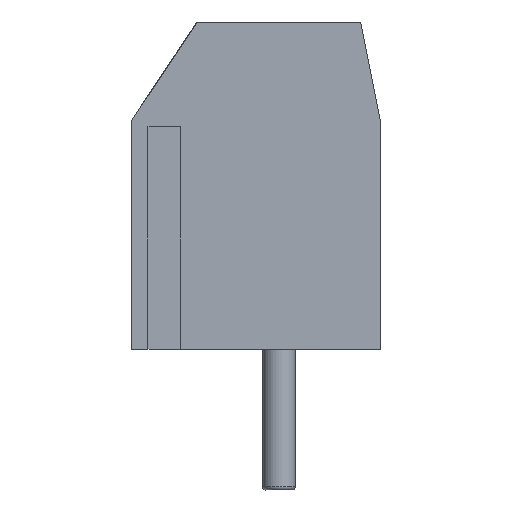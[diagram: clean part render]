
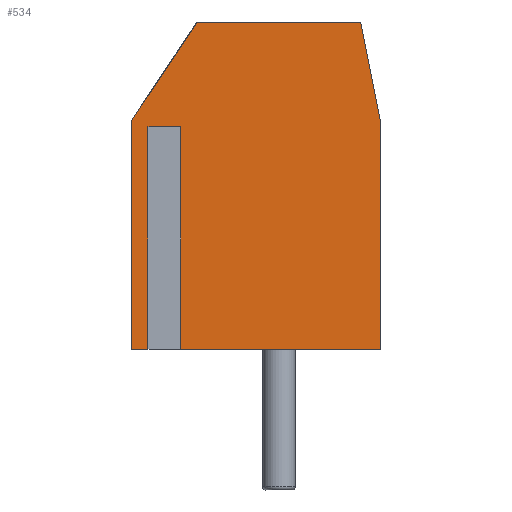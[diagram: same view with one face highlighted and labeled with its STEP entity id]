
A CAD part, left-side view. The second image highlights one B-rep face of the part: STEP entity #534.
In plain terms, the highlighted planar face has unit normal (-1, 0, 0).
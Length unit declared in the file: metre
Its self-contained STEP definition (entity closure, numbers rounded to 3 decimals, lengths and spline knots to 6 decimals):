
#534 = ADVANCED_FACE( '', ( #1130 ), #1131, .F. );
#1130 = FACE_OUTER_BOUND( '', #1748, .T. );
#1131 = PLANE( '', #1749 );
#1748 = EDGE_LOOP( '', ( #3212, #3213, #3214, #3215, #3216, #3217, #3218, #3219, #3220, #3221 ) );
#1749 = AXIS2_PLACEMENT_3D( '', #3222, #3223, #3224 );
#3212 = ORIENTED_EDGE( '', *, *, #3933, .F. );
#3213 = ORIENTED_EDGE( '', *, *, #3468, .T. );
#3214 = ORIENTED_EDGE( '', *, *, #3694, .T. );
#3215 = ORIENTED_EDGE( '', *, *, #3745, .T. );
#3216 = ORIENTED_EDGE( '', *, *, #3593, .F. );
#3217 = ORIENTED_EDGE( '', *, *, #3440, .T. );
#3218 = ORIENTED_EDGE( '', *, *, #3662, .F. );
#3219 = ORIENTED_EDGE( '', *, *, #3779, .T. );
#3220 = ORIENTED_EDGE( '', *, *, #3951, .F. );
#3221 = ORIENTED_EDGE( '', *, *, #3747, .T. );
#3222 = CARTESIAN_POINT( '', ( -0.0025, 0.0007, 0.005 ) );
#3223 = DIRECTION( '', ( 1., 0., 0. ) );
#3224 = DIRECTION( '', ( 0., 1., 0. ) );
#3440 = EDGE_CURVE( '', #4091, #4092, #4093, .T. );
#3468 = EDGE_CURVE( '', #4133, #4138, #4140, .T. );
#3593 = EDGE_CURVE( '', #4091, #4349, #4350, .T. );
#3662 = EDGE_CURVE( '', #4454, #4092, #4456, .T. );
#3694 = EDGE_CURVE( '', #4138, #4503, #4505, .T. );
#3745 = EDGE_CURVE( '', #4503, #4349, #4582, .T. );
#3747 = EDGE_CURVE( '', #4585, #4583, #4586, .T. );
#3779 = EDGE_CURVE( '', #4454, #4629, #4631, .T. );
#3933 = EDGE_CURVE( '', #4133, #4583, #4821, .T. );
#3951 = EDGE_CURVE( '', #4585, #4629, #4841, .T. );
#4091 = VERTEX_POINT( '', #5026 );
#4092 = VERTEX_POINT( '', #5027 );
#4093 = LINE( '', #5028, #5029 );
#4133 = VERTEX_POINT( '', #5118 );
#4138 = VERTEX_POINT( '', #5125 );
#4140 = LINE( '', #5128, #5129 );
#4349 = VERTEX_POINT( '', #5535 );
#4350 = B_SPLINE_CURVE_WITH_KNOTS( '', 3, ( #5536, #5537, #5538, #5539 ), .UNSPECIFIED., .F., .F., ( 4, 4 ), ( 0., 0.99999 ), .UNSPECIFIED. );
#4454 = VERTEX_POINT( '', #5696 );
#4456 = B_SPLINE_CURVE_WITH_KNOTS( '', 3, ( #5699, #5700, #5701, #5702 ), .UNSPECIFIED., .F., .F., ( 4, 4 ), ( 0., 1. ), .UNSPECIFIED. );
#4503 = VERTEX_POINT( '', #5770 );
#4505 = LINE( '', #5773, #5774 );
#4582 = LINE( '', #5894, #5895 );
#4583 = VERTEX_POINT( '', #5896 );
#4585 = VERTEX_POINT( '', #5899 );
#4586 = LINE( '', #5900, #5901 );
#4629 = VERTEX_POINT( '', #5979 );
#4631 = B_SPLINE_CURVE_WITH_KNOTS( '', 3, ( #5982, #5983, #5984, #5985 ), .UNSPECIFIED., .F., .F., ( 4, 4 ), ( 0., 1. ), .UNSPECIFIED. );
#4821 = LINE( '', #6346, #6347 );
#4841 = B_SPLINE_CURVE_WITH_KNOTS( '', 3, ( #6371, #6372, #6373, #6374 ), .UNSPECIFIED., .F., .F., ( 4, 4 ), ( 0.00001, 1. ), .UNSPECIFIED. );
#5026 = CARTESIAN_POINT( '', ( -0.0025, -0.0031, 0.007 ) );
#5027 = CARTESIAN_POINT( '', ( -0.0025, -0.0025, 0.01 ) );
#5028 = CARTESIAN_POINT( '', ( -0.0025, -0.0028, 0.0085 ) );
#5029 = VECTOR( '', #6492, 1. );
#5118 = CARTESIAN_POINT( '', ( -0.0025, 0.004, 0.0068 ) );
#5125 = CARTESIAN_POINT( '', ( -0.0025, 0.003, 0.0068 ) );
#5128 = CARTESIAN_POINT( '', ( -0.0025, 0.0007, 0.0068 ) );
#5129 = VECTOR( '', #6522, 1. );
#5535 = CARTESIAN_POINT( '', ( -0.0025, -0.0031, 0. ) );
#5536 = CARTESIAN_POINT( '', ( -0.0025, -0.0031, 0.007 ) );
#5537 = CARTESIAN_POINT( '', ( -0.0025, -0.0031, 0.004667 ) );
#5538 = CARTESIAN_POINT( '', ( -0.0025, -0.0031, 0.002333 ) );
#5539 = CARTESIAN_POINT( '', ( -0.0025, -0.0031, 0. ) );
#5696 = CARTESIAN_POINT( '', ( -0.0025, 0.0025, 0.01 ) );
#5699 = CARTESIAN_POINT( '', ( -0.0025, 0.0025, 0.01 ) );
#5700 = CARTESIAN_POINT( '', ( -0.0025, 0.000833, 0.01 ) );
#5701 = CARTESIAN_POINT( '', ( -0.0025, -0.000833, 0.01 ) );
#5702 = CARTESIAN_POINT( '', ( -0.0025, -0.0025, 0.01 ) );
#5770 = CARTESIAN_POINT( '', ( -0.0025, 0.003, 0. ) );
#5773 = CARTESIAN_POINT( '', ( -0.0025, 0.003, 0.0068 ) );
#5774 = VECTOR( '', #6717, 1. );
#5894 = CARTESIAN_POINT( '', ( -0.0025, 0.0007, 0. ) );
#5895 = VECTOR( '', #6778, 1. );
#5896 = CARTESIAN_POINT( '', ( -0.0025, 0.004, 0. ) );
#5899 = CARTESIAN_POINT( '', ( -0.0025, 0.0045, 0. ) );
#5900 = CARTESIAN_POINT( '', ( -0.0025, 0.0007, 0. ) );
#5901 = VECTOR( '', #6780, 1. );
#5979 = CARTESIAN_POINT( '', ( -0.0025, 0.0045, 0.007 ) );
#5982 = CARTESIAN_POINT( '', ( -0.0025, 0.0025, 0.01 ) );
#5983 = CARTESIAN_POINT( '', ( -0.0025, 0.003167, 0.009 ) );
#5984 = CARTESIAN_POINT( '', ( -0.0025, 0.003833, 0.008 ) );
#5985 = CARTESIAN_POINT( '', ( -0.0025, 0.0045, 0.007 ) );
#6346 = CARTESIAN_POINT( '', ( -0.0025, 0.004, 0.0068 ) );
#6347 = VECTOR( '', #6913, 1. );
#6371 = CARTESIAN_POINT( '', ( -0.0025, 0.0045, 0. ) );
#6372 = CARTESIAN_POINT( '', ( -0.0025, 0.0045, 0.002333 ) );
#6373 = CARTESIAN_POINT( '', ( -0.0025, 0.0045, 0.004667 ) );
#6374 = CARTESIAN_POINT( '', ( -0.0025, 0.0045, 0.007 ) );
#6492 = DIRECTION( '', ( 0., 0.196, 0.981 ) );
#6522 = DIRECTION( '', ( 0., -1., 0. ) );
#6717 = DIRECTION( '', ( 0., 0., -1. ) );
#6778 = DIRECTION( '', ( 0., -1., 0. ) );
#6780 = DIRECTION( '', ( 0., -1., 0. ) );
#6913 = DIRECTION( '', ( 0., 0., -1. ) );
